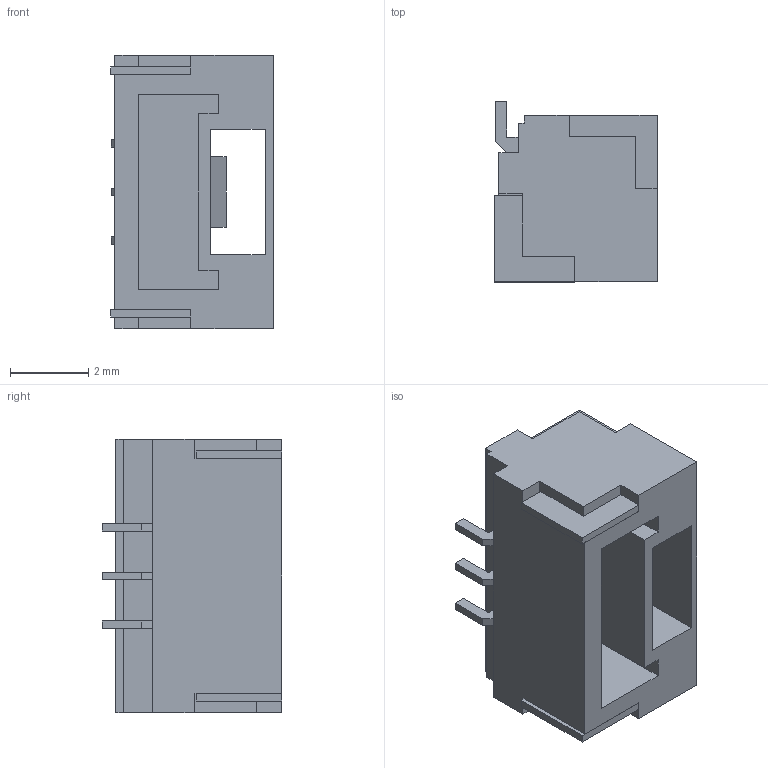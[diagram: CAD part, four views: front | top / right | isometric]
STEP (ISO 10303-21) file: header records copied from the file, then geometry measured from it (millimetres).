
FILE_DESCRIPTION (( 'STEP AP214' ), '1' );
FILE_NAME ('D3B06B9A-03E7-44C6-8346-B7067068CD67.STEP', '2023-01-17T06:43:38', ( '' ), ( '' ), 'SwSTEP 2.0', 'SolidWorks 2022', '' );
FILE_SCHEMA (( 'AUTOMOTIVE_DESIGN' ));
Length unit declared in the file: millimetre
Products named in the file (1): D3B06B9A-03E7-44C6-8346-B7067068CD67
Bounding box: 4.16 x 4.61 x 7 mm (x, y, z)
Volume: 73.8 mm3; surface area: 226.4 mm2
Topology: 1 solids, 1 shells, 83 faces, 224 edges, 148 vertices
Faces by surface type: plane 83
Entity records: 3442 total; most frequent: CARTESIAN_POINT 456, ORIENTED_EDGE 448, DIRECTION 392, EDGE_CURVE 224, VECTOR 224, LINE 224, VERTEX_POINT 148, EDGE_LOOP 90
